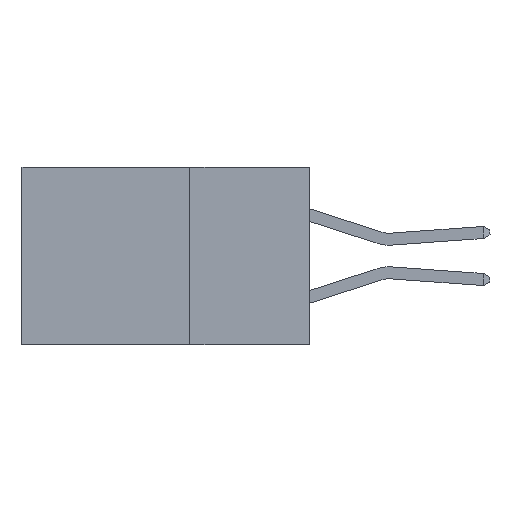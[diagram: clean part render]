
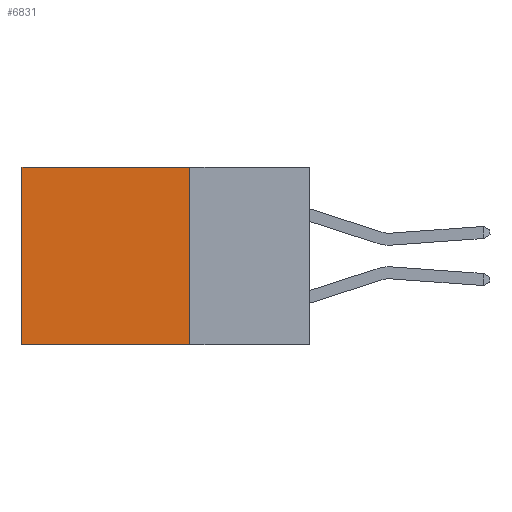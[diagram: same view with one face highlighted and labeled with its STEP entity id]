
A CAD part, left-side view. The second image highlights one B-rep face of the part: STEP entity #6831.
In plain terms, the highlighted planar face has unit normal (-1, 0, 0).
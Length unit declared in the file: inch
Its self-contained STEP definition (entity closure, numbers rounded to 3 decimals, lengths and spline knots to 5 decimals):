
#357 = AXIS2_PLACEMENT_3D ( 'NONE', #14302, #14271, #9026 ) ;
#1864 = DIRECTION ( 'NONE',  ( 0., 0., -1. ) ) ;
#2072 = CARTESIAN_POINT ( 'NONE',  ( 0.298, 0.25, 0. ) ) ;
#2220 = EDGE_CURVE ( 'NONE', #14974, #13206, #10585, .T. ) ;
#2566 = LINE ( 'NONE', #12825, #15244 ) ;
#3282 = ORIENTED_EDGE ( 'NONE', *, *, #2220, .F. ) ;
#3419 = VECTOR ( 'NONE', #9594, 39.37008 ) ;
#3446 = ORIENTED_EDGE ( 'NONE', *, *, #6606, .T. ) ;
#4321 = LINE ( 'NONE', #6222, #7717 ) ;
#4408 = VECTOR ( 'NONE', #11705, 39.37008 ) ;
#4688 = VERTEX_POINT ( 'NONE', #14643 ) ;
#5508 = EDGE_CURVE ( 'NONE', #14974, #4688, #4321, .T. ) ;
#6191 = DIRECTION ( 'NONE',  ( 0., 1., 0. ) ) ;
#6222 = CARTESIAN_POINT ( 'NONE',  ( 0.298, 0.25, 0. ) ) ;
#6606 = EDGE_CURVE ( 'NONE', #4688, #12469, #2566, .T. ) ;
#6831 = ADVANCED_FACE ( 'NONE', ( #15847 ), #14178, .F. ) ;
#7717 = VECTOR ( 'NONE', #6191, 39.37008 ) ;
#8655 = EDGE_LOOP ( 'NONE', ( #3446, #9763, #3282, #15599 ) ) ;
#9026 = DIRECTION ( 'NONE',  ( 0., 0., -1. ) ) ;
#9541 = CARTESIAN_POINT ( 'NONE',  ( 0.298, 0.25, 0. ) ) ;
#9594 = DIRECTION ( 'NONE',  ( 0., 0., -1. ) ) ;
#9763 = ORIENTED_EDGE ( 'NONE', *, *, #10420, .F. ) ;
#10420 = EDGE_CURVE ( 'NONE', #13206, #12469, #14117, .T. ) ;
#10462 = CARTESIAN_POINT ( 'NONE',  ( 0.298, 0.25, -0.37 ) ) ;
#10585 = LINE ( 'NONE', #9541, #3419 ) ;
#11705 = DIRECTION ( 'NONE',  ( 0., 1., 0. ) ) ;
#12151 = CARTESIAN_POINT ( 'NONE',  ( 0.298, 0.6, -0.37 ) ) ;
#12469 = VERTEX_POINT ( 'NONE', #12151 ) ;
#12825 = CARTESIAN_POINT ( 'NONE',  ( 0.298, 0.6, 0. ) ) ;
#13206 = VERTEX_POINT ( 'NONE', #16063 ) ;
#14117 = LINE ( 'NONE', #10462, #4408 ) ;
#14178 = PLANE ( 'NONE',  #357 ) ;
#14271 = DIRECTION ( 'NONE',  ( 1., 0., 0. ) ) ;
#14302 = CARTESIAN_POINT ( 'NONE',  ( 0.298, 0.25, 0. ) ) ;
#14643 = CARTESIAN_POINT ( 'NONE',  ( 0.298, 0.6, 0. ) ) ;
#14974 = VERTEX_POINT ( 'NONE', #2072 ) ;
#15244 = VECTOR ( 'NONE', #1864, 39.37008 ) ;
#15599 = ORIENTED_EDGE ( 'NONE', *, *, #5508, .T. ) ;
#15847 = FACE_OUTER_BOUND ( 'NONE', #8655, .T. ) ;
#16063 = CARTESIAN_POINT ( 'NONE',  ( 0.298, 0.25, -0.37 ) ) ;
